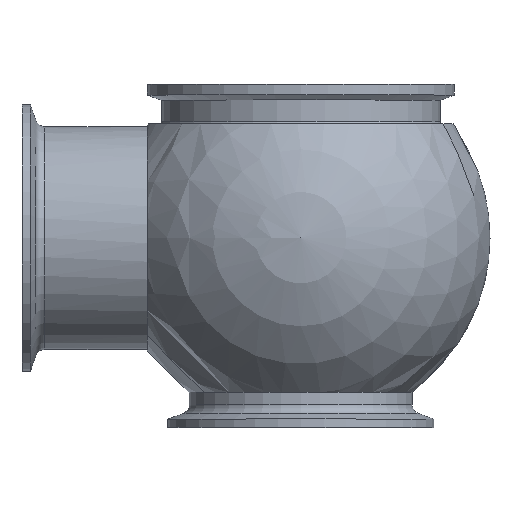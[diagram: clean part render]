
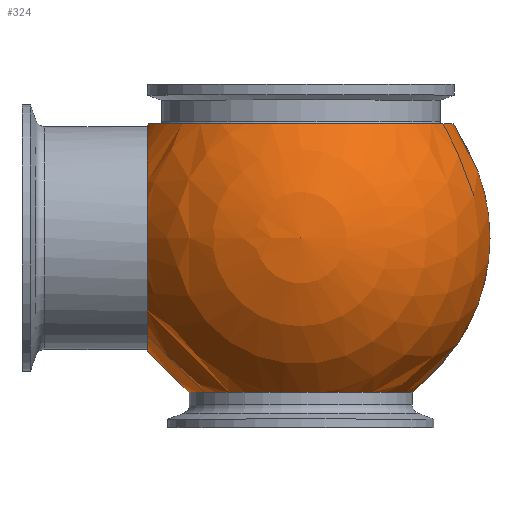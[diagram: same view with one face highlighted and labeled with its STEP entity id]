
A CAD part, top view. The second image highlights one B-rep face of the part: STEP entity #324.
In plain terms, the highlighted spherical face has radius 65.075 mm.
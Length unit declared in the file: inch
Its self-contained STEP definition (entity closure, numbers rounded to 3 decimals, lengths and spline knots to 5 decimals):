
#15=SPHERICAL_SURFACE('',#374,2.562);
#48=FACE_BOUND('',#78,.T.);
#49=FACE_BOUND('',#79,.T.);
#57=FACE_OUTER_BOUND('',#77,.T.);
#77=EDGE_LOOP('',(#244,#245,#246,#247,#248,#249));
#78=EDGE_LOOP('',(#250));
#79=EDGE_LOOP('',(#251));
#99=CIRCLE('',#364,1.5);
#106=CIRCLE('',#375,1.51917);
#107=CIRCLE('',#376,2.562);
#108=CIRCLE('',#377,1.51917);
#109=CIRCLE('',#378,2.562);
#110=CIRCLE('',#379,2.05125);
#139=VERTEX_POINT('',#555);
#144=VERTEX_POINT('',#574);
#145=VERTEX_POINT('',#575);
#146=VERTEX_POINT('',#577);
#147=VERTEX_POINT('',#580);
#148=VERTEX_POINT('',#582);
#175=EDGE_CURVE('',#139,#139,#99,.T.);
#184=EDGE_CURVE('',#144,#145,#106,.T.);
#185=EDGE_CURVE('',#145,#146,#107,.T.);
#186=EDGE_CURVE('',#145,#144,#108,.T.);
#187=EDGE_CURVE('',#147,#144,#109,.T.);
#188=EDGE_CURVE('',#148,#148,#110,.T.);
#244=ORIENTED_EDGE('',*,*,#184,.T.);
#245=ORIENTED_EDGE('',*,*,#185,.T.);
#246=ORIENTED_EDGE('',*,*,#185,.F.);
#247=ORIENTED_EDGE('',*,*,#186,.T.);
#248=ORIENTED_EDGE('',*,*,#187,.F.);
#249=ORIENTED_EDGE('',*,*,#187,.T.);
#250=ORIENTED_EDGE('',*,*,#188,.F.);
#251=ORIENTED_EDGE('',*,*,#175,.T.);
#324=ADVANCED_FACE('',(#57,#48,#49),#15,.T.);
#364=AXIS2_PLACEMENT_3D('',#557,#431,#432);
#374=AXIS2_PLACEMENT_3D('',#573,#453,#454);
#375=AXIS2_PLACEMENT_3D('',#576,#455,#456);
#376=AXIS2_PLACEMENT_3D('',#578,#457,#458);
#377=AXIS2_PLACEMENT_3D('',#579,#459,#460);
#378=AXIS2_PLACEMENT_3D('',#581,#461,#462);
#379=AXIS2_PLACEMENT_3D('',#583,#463,#464);
#431=DIRECTION('center_axis',(0.,1.,0.));
#432=DIRECTION('ref_axis',(1.,0.,0.));
#453=DIRECTION('center_axis',(0.,0.,1.));
#454=DIRECTION('ref_axis',(1.,0.,0.));
#455=DIRECTION('center_axis',(1.,0.,0.));
#456=DIRECTION('ref_axis',(0.,0.,-1.));
#457=DIRECTION('center_axis',(0.,-1.,0.));
#458=DIRECTION('ref_axis',(-1.,0.,0.));
#459=DIRECTION('center_axis',(1.,0.,0.));
#460=DIRECTION('ref_axis',(0.,0.,-1.));
#461=DIRECTION('center_axis',(0.,-1.,0.));
#462=DIRECTION('ref_axis',(-1.,0.,0.));
#463=DIRECTION('center_axis',(0.,1.,0.));
#464=DIRECTION('ref_axis',(1.,0.,0.));
#555=CARTESIAN_POINT('',(2.93206,3.108,2.812));
#557=CARTESIAN_POINT('Origin',(4.43206,3.108,2.812));
#573=CARTESIAN_POINT('Origin',(4.43206,5.18498,2.812));
#574=CARTESIAN_POINT('',(2.36906,5.18498,4.33117));
#575=CARTESIAN_POINT('',(2.36906,5.18498,1.29283));
#576=CARTESIAN_POINT('Origin',(2.36906,5.18498,2.812));
#577=CARTESIAN_POINT('',(4.43206,5.18498,0.25));
#578=CARTESIAN_POINT('Origin',(4.43206,5.18498,2.812));
#579=CARTESIAN_POINT('Origin',(2.36906,5.18498,2.812));
#580=CARTESIAN_POINT('',(4.43206,5.18498,5.374));
#581=CARTESIAN_POINT('Origin',(4.43206,5.18498,2.812));
#582=CARTESIAN_POINT('',(2.48906,6.71998,3.46955));
#583=CARTESIAN_POINT('Origin',(4.43206,6.71998,2.812));
